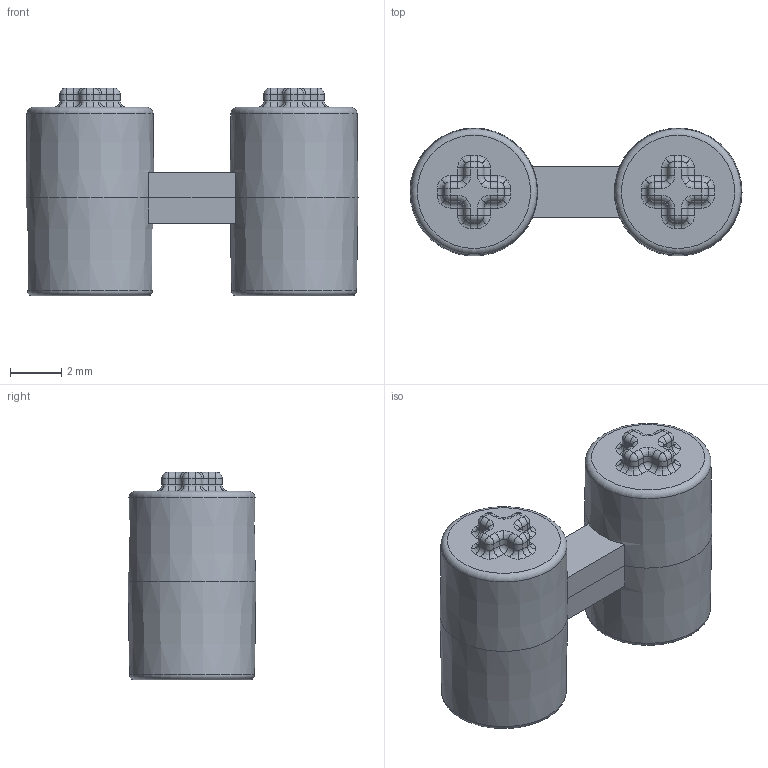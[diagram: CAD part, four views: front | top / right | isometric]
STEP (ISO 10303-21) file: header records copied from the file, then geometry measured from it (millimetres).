
FILE_DESCRIPTION(/* description */ (''),/* implementation_level */ '2;1');
FILE_NAME(/* name */ 'Volume Buttons.step',/* time_stamp */ '2024-02-13T22:05:14+09:00',/* author */ (''),/* organization */ (''),/* preprocessor_version */ 'ST-DEVELOPER v20',/* originating_system */ 'Autodesk Translation Framework v12.20.1.177',/* authorisation */ '');
FILE_SCHEMA (('AUTOMOTIVE_DESIGN { 1 0 10303 214 3 1 1 }'));
Length unit declared in the file: millimetre
Products named in the file (1): Volume Buttons
Bounding box: 13.02 x 5.02 x 8.15 mm (x, y, z)
Volume: 298.6 mm3; surface area: 329.5 mm2
Topology: 1 solids, 1 shells, 206 faces, 511 edges, 283 vertices
Faces by surface type: cylinder 72, plane 50, bspline 48, sphere 28, cone 4, torus 4
Entity records: 6304 total; most frequent: CARTESIAN_POINT 1503, DIRECTION 1110, ORIENTED_EDGE 970, EDGE_CURVE 485, AXIS2_PLACEMENT_3D 466, VERTEX_POINT 283, CIRCLE 211, EDGE_LOOP 208
